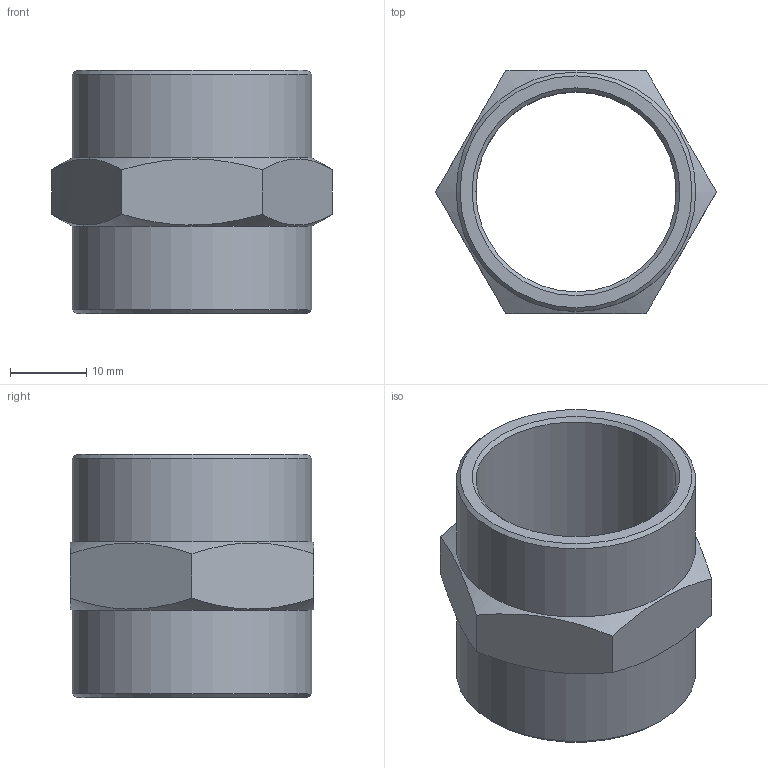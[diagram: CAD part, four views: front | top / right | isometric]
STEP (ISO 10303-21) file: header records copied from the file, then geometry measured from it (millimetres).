
FILE_DESCRIPTION( ( 'STEP AP214' ), '1' );
FILE_NAME( 'psolqas_11740_22.stp', '2021-03-04T17:27:47', ( 'License CC BY-ND 4.0' ), ( 'CADENAS' ), ' ', 'PARTsolutions', ' ' );
FILE_SCHEMA( ( 'AUTOMOTIVE_DESIGN { 1 0 10303 214 1 1 1 1 }' ) );
Length unit declared in the file: metre
Products named in the file (1): 05030005.stp
Bounding box: 36.95 x 32 x 32 mm (x, y, z)
Volume: 8337.6 mm3; surface area: 6391.5 mm2
Topology: 1 solids, 1 shells, 17 faces, 39 edges, 24 vertices
Faces by surface type: plane 8, cone 6, cylinder 3
Full cylindrical faces by diameter (mm): 26.33 x1, 31.5 x2
Entity records: 794 total; most frequent: CARTESIAN_POINT 318, DIRECTION 62, ORIENTED_EDGE 56, AXIS2_PLACEMENT_3D 28, EDGE_LOOP 28, EDGE_CURVE 28, VERTEX_POINT 22, FACE_OUTER_BOUND 20
